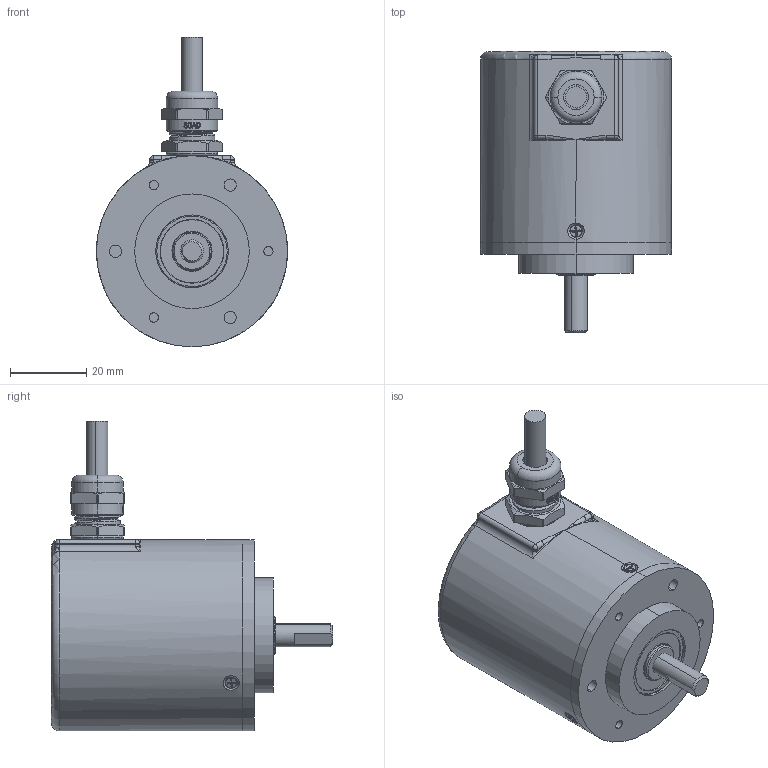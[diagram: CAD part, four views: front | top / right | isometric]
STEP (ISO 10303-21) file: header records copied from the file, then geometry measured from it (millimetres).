
FILE_DESCRIPTION (( 'STEP AP214' ), '1' );
FILE_NAME ('JSCA50S6-AP外形图（铁盖）（3D模型）.STEP', '2025-03-27T07:46:52', ( 'NING MEI' ), ( '' ), 'SwSTEP 2.0', 'SolidWorks 2014', '' );
FILE_SCHEMA (( 'AUTOMOTIVE_DESIGN' ));
Length unit declared in the file: millimetre
Products named in the file (1): JSCA50S6-AP外形图（铁盖）（3D模型）
Bounding box: 50 x 73.5 x 81 mm (x, y, z)
Surface area: 16794.6 mm2 (no closed solid volume)
Topology: 0 solids, 18 shells, 246 faces, 825 edges, 580 vertices
Faces by surface type: cylinder 104, plane 52, torus 36, bspline 32, cone 18, sphere 4
Entity records: 18019 total; most frequent: CARTESIAN_POINT 8550, DIRECTION 1409, ORIENTED_EDGE 1272, EDGE_CURVE 813, AXIS2_PLACEMENT_3D 586, VERTEX_POINT 580, CIRCLE 371, EDGE_LOOP 279
